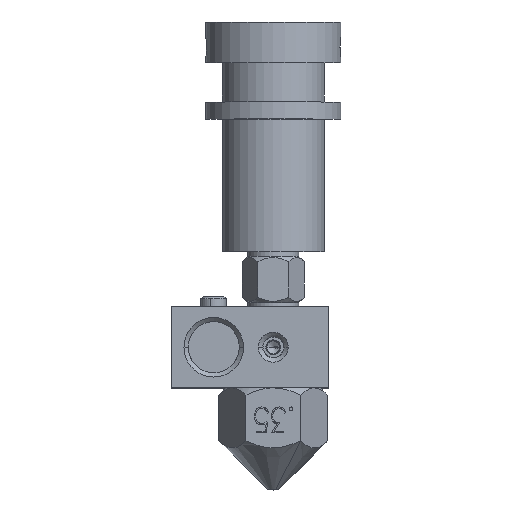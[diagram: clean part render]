
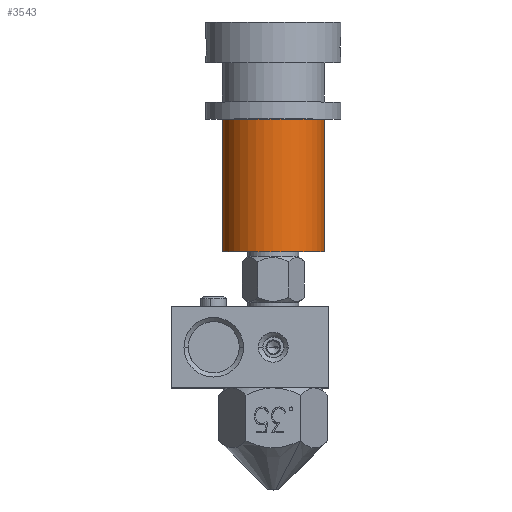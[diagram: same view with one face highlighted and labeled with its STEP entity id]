
A CAD part, top view. The second image highlights one B-rep face of the part: STEP entity #3543.
In plain terms, the highlighted cylindrical face has radius 6 mm (diameter 12 mm), a partial arc.
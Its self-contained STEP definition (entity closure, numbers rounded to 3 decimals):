
#2173 = FACE_OUTER_BOUND ( 'NONE', #11130, .T. ) ;
#2186 = CYLINDRICAL_SURFACE ( 'NONE', #8490, 6. ) ;
#3543 = ADVANCED_FACE ( 'NONE', ( #2173 ), #2186, .T. ) ;
#4474 = LINE ( 'NONE', #5142, #4487 ) ;
#4480 = LINE ( 'NONE', #5138, #4484 ) ;
#4482 = CIRCLE ( 'NONE', #12080, 6. ) ;
#4483 = CIRCLE ( 'NONE', #12081, 6. ) ;
#4484 = VECTOR ( 'NONE', #5128, 1000. ) ;
#4487 = VECTOR ( 'NONE', #5137, 1000. ) ;
#5128 = DIRECTION ( 'NONE',  ( 0., 1., 0. ) ) ;
#5137 = DIRECTION ( 'NONE',  ( 0., 1., 0. ) ) ;
#5138 = CARTESIAN_POINT ( 'NONE',  ( 6., 0., 0. ) ) ;
#5139 = CARTESIAN_POINT ( 'NONE',  ( 0., -27., 0. ) ) ;
#5140 = DIRECTION ( 'NONE',  ( 0., 1., 0. ) ) ;
#5141 = DIRECTION ( 'NONE',  ( -1., 0., 0. ) ) ;
#5142 = CARTESIAN_POINT ( 'NONE',  ( -6., 0., 0. ) ) ;
#5143 = CARTESIAN_POINT ( 'NONE',  ( 0., -11.4, 0. ) ) ;
#5144 = DIRECTION ( 'NONE',  ( 0., 1., 0. ) ) ;
#5145 = DIRECTION ( 'NONE',  ( -1., 0., 0. ) ) ;
#6115 = CARTESIAN_POINT ( 'NONE',  ( 6., -11.4, 0. ) ) ;
#6118 = CARTESIAN_POINT ( 'NONE',  ( -6., -11.4, 0. ) ) ;
#6161 = CARTESIAN_POINT ( 'NONE',  ( 6., -27., 0. ) ) ;
#6170 = CARTESIAN_POINT ( 'NONE',  ( -6., -27., 0. ) ) ;
#6783 = ORIENTED_EDGE ( 'NONE', *, *, #11890, .F. ) ;
#8490 = AXIS2_PLACEMENT_3D ( 'NONE', #13944, #13942, #13940 ) ;
#11130 = EDGE_LOOP ( 'NONE', ( #13376, #13377, #13372, #6783 ) ) ;
#11385 = VERTEX_POINT ( 'NONE', #6115 ) ;
#11390 = VERTEX_POINT ( 'NONE', #6118 ) ;
#11458 = VERTEX_POINT ( 'NONE', #6161 ) ;
#11486 = VERTEX_POINT ( 'NONE', #6170 ) ;
#11887 = EDGE_CURVE ( 'NONE', #11486, #11458, #4482, .T. ) ;
#11888 = EDGE_CURVE ( 'NONE', #11458, #11385, #4480, .T. ) ;
#11889 = EDGE_CURVE ( 'NONE', #11390, #11385, #4483, .T. ) ;
#11890 = EDGE_CURVE ( 'NONE', #11486, #11390, #4474, .T. ) ;
#12080 = AXIS2_PLACEMENT_3D ( 'NONE', #5139, #5140, #5141 ) ;
#12081 = AXIS2_PLACEMENT_3D ( 'NONE', #5143, #5144, #5145 ) ;
#13372 = ORIENTED_EDGE ( 'NONE', *, *, #11889, .F. ) ;
#13376 = ORIENTED_EDGE ( 'NONE', *, *, #11887, .T. ) ;
#13377 = ORIENTED_EDGE ( 'NONE', *, *, #11888, .T. ) ;
#13940 = DIRECTION ( 'NONE',  ( -1., 0., 0. ) ) ;
#13942 = DIRECTION ( 'NONE',  ( 0., 1., 0. ) ) ;
#13944 = CARTESIAN_POINT ( 'NONE',  ( 0., 0., 0. ) ) ;
